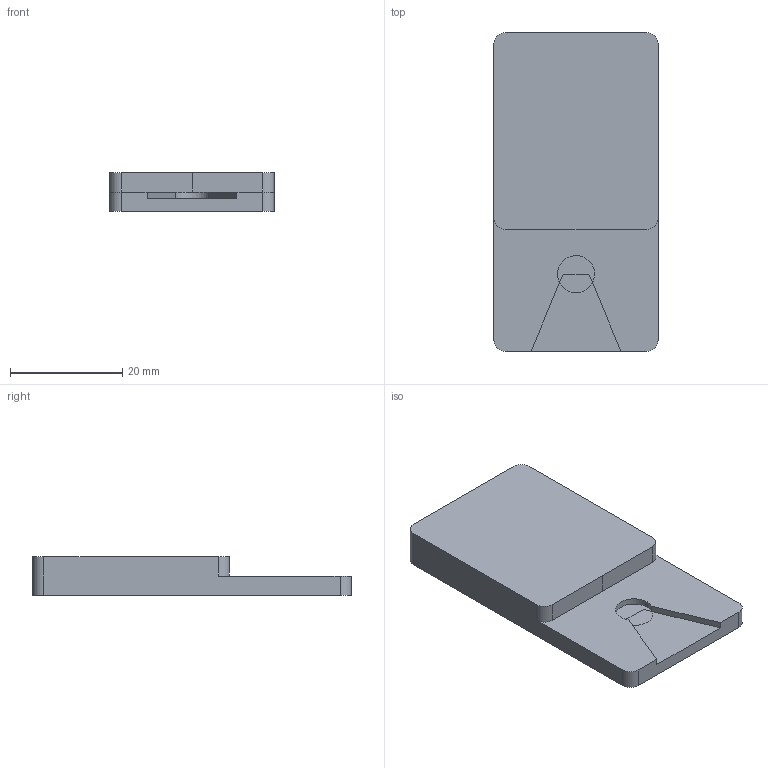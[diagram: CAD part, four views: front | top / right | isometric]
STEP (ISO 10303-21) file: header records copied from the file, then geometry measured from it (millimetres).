
FILE_DESCRIPTION(('FreeCAD Model'),'2;1');
FILE_NAME('Open CASCADE Shape Model','2021-10-29T14:41:40',('Author'),( ''),'Open CASCADE STEP processor 7.4','FreeCAD','Unknown');
FILE_SCHEMA(('AUTOMOTIVE_DESIGN { 1 0 10303 214 1 1 1 1 }'));
Length unit declared in the file: millimetre
Products named in the file (1): Fillet001
Bounding box: 29.24 x 56.7 x 6.8 mm (x, y, z)
Volume: 7706.4 mm3; surface area: 5364.2 mm2
Topology: 1 solids, 1 shells, 38 faces, 103 edges, 69 vertices
Faces by surface type: plane 24, cylinder 14
Full cylindrical faces by diameter (mm): 4.4 x2
Entity records: 1226 total; most frequent: CARTESIAN_POINT 211, DIRECTION 210, ORIENTED_EDGE 206, EDGE_CURVE 103, LINE 74, VECTOR 74, VERTEX_POINT 69, AXIS2_PLACEMENT_3D 68
